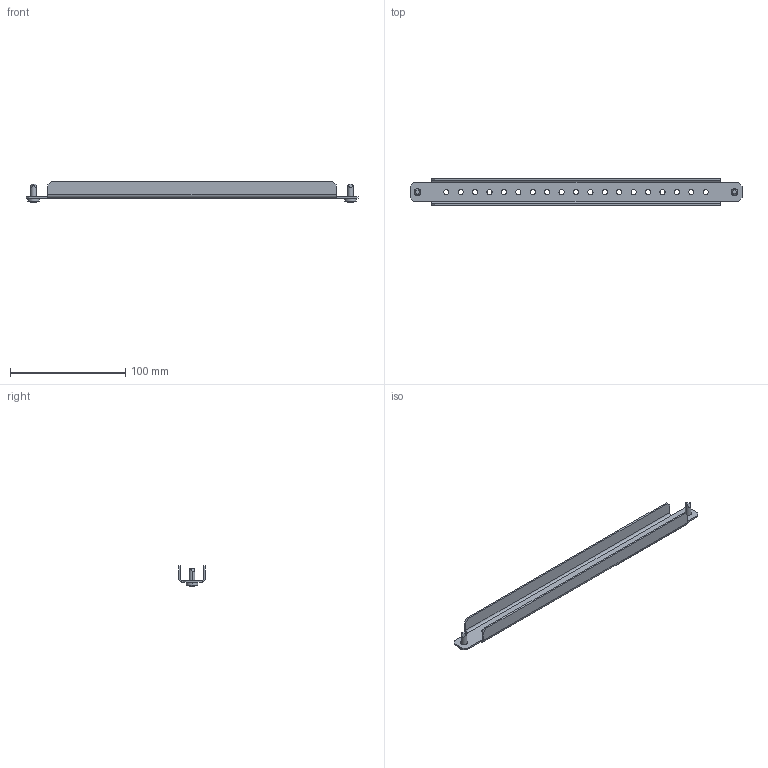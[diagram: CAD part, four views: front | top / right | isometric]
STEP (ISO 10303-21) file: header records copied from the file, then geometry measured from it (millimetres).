
FILE_DESCRIPTION (( 'STEP AP203' ), '1' );
FILE_NAME ('U0661402514 Êîìïëåêò ðååê ãëóõîé äâåðè LC2 00.40 (000.801.565-03).STEP', '2022-04-18T08:12:26', ( '' ), ( '' ), 'SwSTEP 2.0', 'SolidWorks 2017', '' );
FILE_SCHEMA (( 'CONFIG_CONTROL_DESIGN' ));
Length unit declared in the file: millimetre
Products named in the file (3): Âèíò DIN 7500 C TORX_Œ5å12; U0661402514 Êîìïëåêò ðååê ãëóõîé äâåðè LC2 00.40 (000.801.565-03); 025-172 Ðåéêà äëÿ ãëóõîé äâåðè LC2_03 (00.40)
Assembly tree (3 placements, depth 2):
  U0661402514 Êîìïëåêò ðååê ãëóõîé äâåðè LC2 00.40 (000.801.565-03)
    025-172 Ðåéêà äëÿ ãëóõîé äâåðè LC2_03 (00.40)
    Âèíò DIN 7500 C TORX_Œ5å12  x2
Bounding box: 288 x 23 x 18.19 mm (x, y, z)
Volume: 17593.3 mm3; surface area: 26146.4 mm2
Topology: 3 solids, 3 shells, 158 faces, 430 edges, 280 vertices
Faces by surface type: cylinder 80, plane 66, cone 8, sphere 4
Entity records: 4207 total; most frequent: CARTESIAN_POINT 769, DIRECTION 669, ORIENTED_EDGE 636, EDGE_CURVE 318, AXIS2_PLACEMENT_3D 252, VERTEX_POINT 206, LINE 165, VECTOR 165
